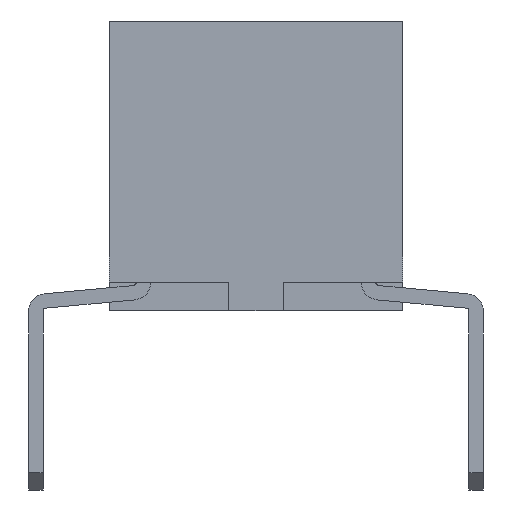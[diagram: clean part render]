
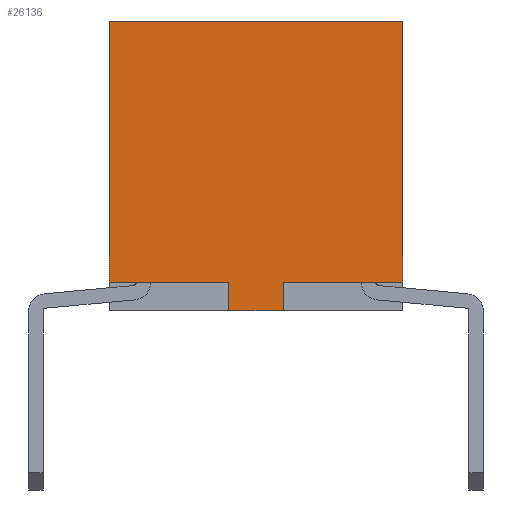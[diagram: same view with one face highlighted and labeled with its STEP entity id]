
A CAD part, front view. The second image highlights one B-rep face of the part: STEP entity #26136.
In plain terms, the highlighted face is planar.
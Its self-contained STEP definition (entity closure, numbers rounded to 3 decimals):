
#6625=ORIENTED_EDGE('',*,*,#9604,.F.);
#6626=ORIENTED_EDGE('',*,*,#9603,.T.);
#6627=ORIENTED_EDGE('',*,*,#7015,.T.);
#6628=ORIENTED_EDGE('',*,*,#9605,.F.);
#6629=ORIENTED_EDGE('',*,*,#9606,.F.);
#6630=ORIENTED_EDGE('',*,*,#9607,.F.);
#6631=ORIENTED_EDGE('',*,*,#7410,.T.);
#6632=ORIENTED_EDGE('',*,*,#9570,.T.);
#7015=EDGE_CURVE('',#9768,#9767,#11542,.T.);
#7410=EDGE_CURVE('',#10022,#10021,#11802,.T.);
#9570=EDGE_CURVE('',#10021,#11398,#13346,.T.);
#9603=EDGE_CURVE('',#11414,#9768,#13379,.T.);
#9604=EDGE_CURVE('',#11414,#11398,#13380,.T.);
#9605=EDGE_CURVE('',#11415,#9767,#13381,.T.);
#9606=EDGE_CURVE('',#11416,#11415,#13382,.T.);
#9607=EDGE_CURVE('',#10022,#11416,#13383,.T.);
#9767=VERTEX_POINT('',#33567);
#9768=VERTEX_POINT('',#33569);
#10021=VERTEX_POINT('',#34440);
#10022=VERTEX_POINT('',#34442);
#11398=VERTEX_POINT('',#39134);
#11414=VERTEX_POINT('',#39198);
#11415=VERTEX_POINT('',#39203);
#11416=VERTEX_POINT('',#39205);
#11542=LINE('',#33568,#13534);
#11802=LINE('',#34441,#13794);
#13346=LINE('',#39135,#15338);
#13379=LINE('',#39199,#15371);
#13380=LINE('',#39201,#15372);
#13381=LINE('',#39202,#15373);
#13382=LINE('',#39204,#15374);
#13383=LINE('',#39206,#15375);
#13534=VECTOR('',#28163,1000.);
#13794=VECTOR('',#28925,1000.);
#15338=VECTOR('',#33035,1000.);
#15371=VECTOR('',#33098,1000.);
#15372=VECTOR('',#33101,1000.);
#15373=VECTOR('',#33102,1000.);
#15374=VECTOR('',#33103,1000.);
#15375=VECTOR('',#33104,1000.);
#16435=EDGE_LOOP('',(#6625,#6626,#6627,#6628,#6629,#6630,#6631,#6632));
#17485=FACE_BOUND('',#16435,.T.);
#18117=PLANE('',#27817);
#26136=ADVANCED_FACE('',(#17485),#18117,.F.);
#27817=AXIS2_PLACEMENT_3D('',#39200,#33099,#33100);
#28163=DIRECTION('',(0.,-1.,0.));
#28925=DIRECTION('',(0.,-1.,0.));
#33035=DIRECTION('',(0.,0.,-1.));
#33098=DIRECTION('',(0.,0.,1.));
#33099=DIRECTION('',(1.,0.,0.));
#33100=DIRECTION('',(0.,0.,-1.));
#33101=DIRECTION('',(0.,1.,0.));
#33102=DIRECTION('',(0.,0.,-1.));
#33103=DIRECTION('',(0.,-1.,0.));
#33104=DIRECTION('',(0.,0.,1.));
#33567=CARTESIAN_POINT('',(-7.92,-2.54,-2.));
#33568=CARTESIAN_POINT('',(-7.92,0.,-2.));
#33569=CARTESIAN_POINT('',(-7.92,-0.47,-2.));
#34440=CARTESIAN_POINT('',(-7.92,0.47,-2.));
#34441=CARTESIAN_POINT('',(-7.92,0.,-2.));
#34442=CARTESIAN_POINT('',(-7.92,2.54,-2.));
#39134=CARTESIAN_POINT('',(-7.92,0.47,-2.5));
#39135=CARTESIAN_POINT('',(-7.92,0.47,0.));
#39198=CARTESIAN_POINT('',(-7.92,-0.47,-2.5));
#39199=CARTESIAN_POINT('',(-7.92,-0.47,0.));
#39200=CARTESIAN_POINT('',(-7.92,0.,0.));
#39201=CARTESIAN_POINT('',(-7.92,-2.54,-2.5));
#39202=CARTESIAN_POINT('',(-7.92,-2.54,2.5));
#39203=CARTESIAN_POINT('',(-7.92,-2.54,2.5));
#39204=CARTESIAN_POINT('',(-7.92,2.54,2.5));
#39205=CARTESIAN_POINT('',(-7.92,2.54,2.5));
#39206=CARTESIAN_POINT('',(-7.92,2.54,-2.5));
